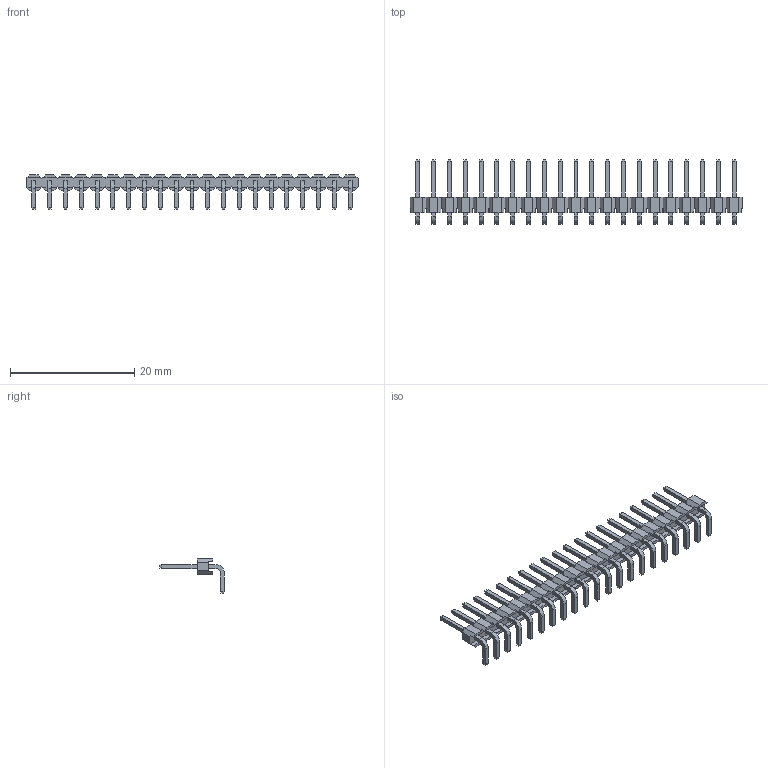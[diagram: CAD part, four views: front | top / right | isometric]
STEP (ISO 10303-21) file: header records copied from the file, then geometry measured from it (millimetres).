
FILE_DESCRIPTION(('STEP AP214'), '1');
FILE_NAME('PLS-RD', '', ('UNSPECIFIED'), ('UNSPECIFIED'), 'ASCON STEP Converter 1.6', 'ASCON Math Kernel', '');
FILE_SCHEMA(('AUTOMOTIVE_DESIGN { 1 0 10303 214 3 1 1}'));
Length unit declared in the file: millimetre
Bounding box: 53.34 x 10.36 x 5.54 mm (x, y, z)
Volume: 342.9 mm3; surface area: 1255.2 mm2
Topology: 1 solids, 1 shells, 676 faces, 1728 edges, 1096 vertices
Faces by surface type: plane 634, cylinder 42
Entity records: 25320 total; most frequent: CARTESIAN_POINT 3501, ORIENTED_EDGE 3456, DIRECTION 3166, EDGE_CURVE 1728, LINE 1644, VECTOR 1644, VERTEX_POINT 1096, AXIS2_PLACEMENT_3D 761
